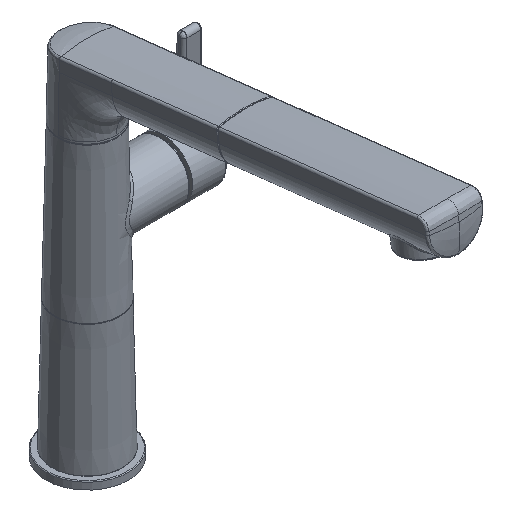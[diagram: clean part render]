
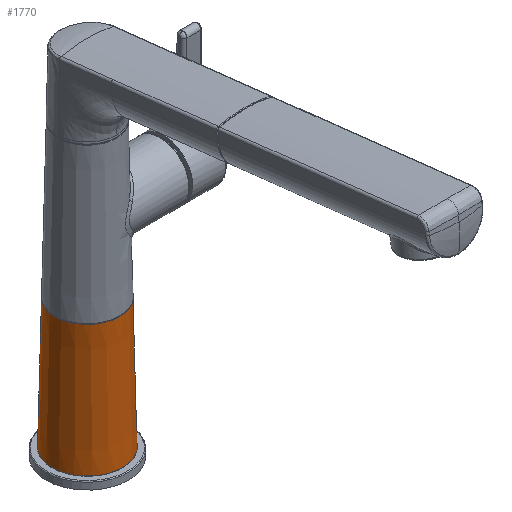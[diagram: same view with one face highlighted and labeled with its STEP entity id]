
A CAD part, isometric view. The second image highlights one B-rep face of the part: STEP entity #1770.
In plain terms, the highlighted conical face has half-angle 1.25 degrees and reference radius 22.177 mm.
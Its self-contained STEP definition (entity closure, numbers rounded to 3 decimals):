
#125=CONICAL_SURFACE('',#2048,22.177,0.022);
#236=LINE('',#7918,#306);
#306=VECTOR('',#2499,22.177);
#448=FACE_OUTER_BOUND('',#583,.T.);
#583=EDGE_LOOP('',(#1482,#1483,#1484,#1485));
#713=CIRCLE('',#2046,23.1);
#715=CIRCLE('',#2049,21.254);
#852=VERTEX_POINT('',#7913);
#853=VERTEX_POINT('',#7917);
#1066=EDGE_CURVE('',#852,#852,#713,.T.);
#1068=EDGE_CURVE('',#852,#853,#236,.T.);
#1069=EDGE_CURVE('',#853,#853,#715,.T.);
#1482=ORIENTED_EDGE('',*,*,#1066,.F.);
#1483=ORIENTED_EDGE('',*,*,#1068,.T.);
#1484=ORIENTED_EDGE('',*,*,#1069,.F.);
#1485=ORIENTED_EDGE('',*,*,#1068,.F.);
#1770=ADVANCED_FACE('',(#448),#125,.T.);
#2046=AXIS2_PLACEMENT_3D('',#7914,#2493,#2494);
#2048=AXIS2_PLACEMENT_3D('',#7916,#2497,#2498);
#2049=AXIS2_PLACEMENT_3D('',#7919,#2500,#2501);
#2493=DIRECTION('center_axis',(0.,0.,1.));
#2494=DIRECTION('ref_axis',(0.,-1.,0.));
#2497=DIRECTION('center_axis',(0.,0.,1.));
#2498=DIRECTION('ref_axis',(0.,1.,0.));
#2499=DIRECTION('',(0.,0.022,-1.));
#2500=DIRECTION('center_axis',(0.,0.,-1.));
#2501=DIRECTION('ref_axis',(0.,1.,0.));
#7913=CARTESIAN_POINT('',(0.,-114.352,-4.316));
#7914=CARTESIAN_POINT('Origin',(0.,-91.252,
-4.316));
#7916=CARTESIAN_POINT('Origin',(0.,-91.252,
-46.616));
#7917=CARTESIAN_POINT('',(0.,-112.506,-88.916));
#7918=CARTESIAN_POINT('',(0.,-113.429,-46.616));
#7919=CARTESIAN_POINT('Origin',(0.,-91.252,
-88.916));
